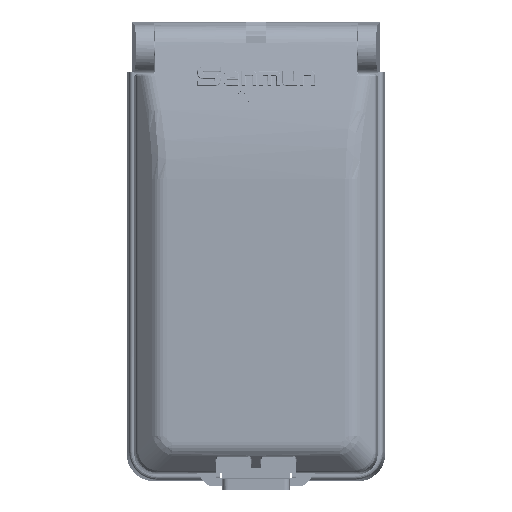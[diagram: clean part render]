
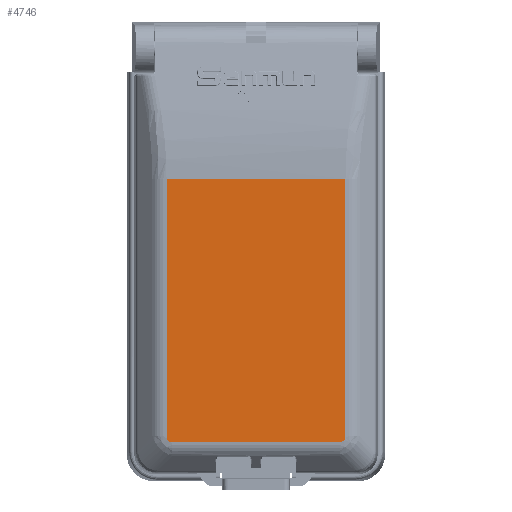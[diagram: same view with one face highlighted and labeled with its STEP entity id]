
A CAD part, top view. The second image highlights one B-rep face of the part: STEP entity #4746.
In plain terms, the highlighted planar face has unit normal (0, 0, 1).
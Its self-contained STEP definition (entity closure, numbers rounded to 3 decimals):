
#486=ELLIPSE('',#27671,3.637,2.1);
#487=ELLIPSE('',#27672,3.637,2.1);
#3352=FACE_OUTER_BOUND('',#12615,.T.);
#4746=ADVANCED_FACE('',(#3352),#5746,.F.);
#5746=PLANE('',#27673);
#8360=LINE('',#69385,#10593);
#8361=LINE('',#69387,#10594);
#8362=LINE('',#69389,#10595);
#8363=LINE('',#69393,#10596);
#10593=VECTOR('',#32712,1.);
#10594=VECTOR('',#32713,1.);
#10595=VECTOR('',#32714,1.);
#10596=VECTOR('',#32717,1.);
#12615=EDGE_LOOP('',(#18007,#18008,#18009,#18010,#18011,#18012));
#18007=ORIENTED_EDGE('',*,*,#24846,.T.);
#18008=ORIENTED_EDGE('',*,*,#24847,.T.);
#18009=ORIENTED_EDGE('',*,*,#24848,.T.);
#18010=ORIENTED_EDGE('',*,*,#24849,.T.);
#18011=ORIENTED_EDGE('',*,*,#24850,.T.);
#18012=ORIENTED_EDGE('',*,*,#24851,.T.);
#21782=VERTEX_POINT('',#69383);
#21783=VERTEX_POINT('',#69384);
#21784=VERTEX_POINT('',#69386);
#21785=VERTEX_POINT('',#69388);
#21786=VERTEX_POINT('',#69390);
#21787=VERTEX_POINT('',#69392);
#24846=EDGE_CURVE('',#21782,#21783,#486,.T.);
#24847=EDGE_CURVE('',#21783,#21784,#8360,.T.);
#24848=EDGE_CURVE('',#21784,#21785,#8361,.T.);
#24849=EDGE_CURVE('',#21785,#21786,#8362,.T.);
#24850=EDGE_CURVE('',#21786,#21787,#487,.T.);
#24851=EDGE_CURVE('',#21787,#21782,#8363,.T.);
#27671=AXIS2_PLACEMENT_3D('',#69382,#32710,#32711);
#27672=AXIS2_PLACEMENT_3D('',#69391,#32715,#32716);
#27673=AXIS2_PLACEMENT_3D('',#69394,#32718,#32719);
#32710=DIRECTION('',(0.,0.,1.));
#32711=DIRECTION('',(0.707,-0.707,0.));
#32712=DIRECTION('',(0.,1.,0.));
#32713=DIRECTION('',(-1.,0.,0.));
#32714=DIRECTION('',(0.,-1.,0.));
#32715=DIRECTION('',(0.,0.,1.));
#32716=DIRECTION('',(-0.707,-0.707,0.));
#32717=DIRECTION('',(1.,0.,0.));
#32718=DIRECTION('',(0.,0.,-1.));
#32719=DIRECTION('',(1.,0.,0.));
#69382=CARTESIAN_POINT('',(374.907,-209.489,22.));
#69383=CARTESIAN_POINT('',(376.392,-212.459,22.));
#69384=CARTESIAN_POINT('',(377.877,-210.974,22.));
#69385=CARTESIAN_POINT('',(377.877,0.,22.));
#69386=CARTESIAN_POINT('',(377.877,-146.279,22.));
#69387=CARTESIAN_POINT('',(150.,-146.279,22.));
#69388=CARTESIAN_POINT('',(332.919,-146.279,22.));
#69389=CARTESIAN_POINT('',(332.919,0.,22.));
#69390=CARTESIAN_POINT('',(332.919,-210.974,22.));
#69391=CARTESIAN_POINT('',(335.889,-209.489,22.));
#69392=CARTESIAN_POINT('',(334.404,-212.459,22.));
#69393=CARTESIAN_POINT('',(150.,-212.459,22.));
#69394=CARTESIAN_POINT('',(150.,0.,22.));
